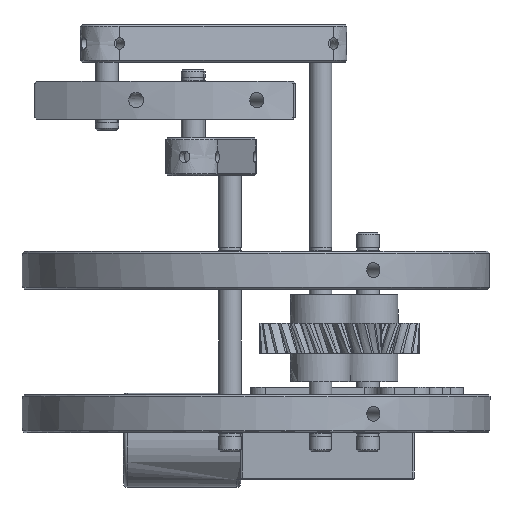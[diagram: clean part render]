
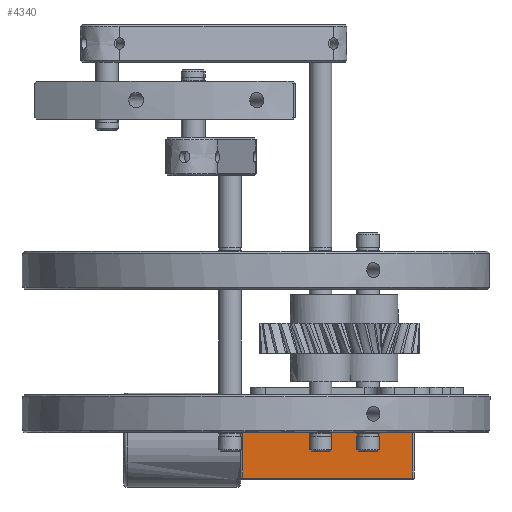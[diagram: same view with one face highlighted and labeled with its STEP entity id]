
A CAD part, left-side view. The second image highlights one B-rep face of the part: STEP entity #4340.
In plain terms, the highlighted free-form (B-spline) face has degree [1, 1] with [2, 2] control points.
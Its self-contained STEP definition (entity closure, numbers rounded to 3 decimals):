
#3695 = VERTEX_POINT('',#3696);
#3696 = CARTESIAN_POINT('',(-5.02,5.235,
    -17.211));
#3754 = VERTEX_POINT('',#3755);
#3755 = CARTESIAN_POINT('',(-5.02,-59.305,
    -17.211));
#3791 = VERTEX_POINT('',#3792);
#3792 = CARTESIAN_POINT('',(-5.02,5.235,
    11.474));
#3850 = EDGE_CURVE('',#3695,#3791,#3851,.T.);
#3851 = B_SPLINE_CURVE_WITH_KNOTS('',1,(#3852,#3853),.UNSPECIFIED.,.F.,
  .F.,(2,2),(-15.25,4.75),.PIECEWISE_BEZIER_KNOTS.);
#3852 = CARTESIAN_POINT('',(-5.02,5.235,
    -17.211));
#3853 = CARTESIAN_POINT('',(-5.02,5.235,
    11.474));
#3909 = VERTEX_POINT('',#3910);
#3910 = CARTESIAN_POINT('',(-5.02,-59.305,
    11.474));
#4211 = EDGE_CURVE('',#3791,#3909,#4212,.T.);
#4212 = B_SPLINE_CURVE_WITH_KNOTS('',1,(#4213,#4214),.UNSPECIFIED.,.F.,
  .F.,(2,2),(-34.,11.),.PIECEWISE_BEZIER_KNOTS.);
#4213 = CARTESIAN_POINT('',(-5.02,5.235,
    11.474));
#4214 = CARTESIAN_POINT('',(-5.02,-59.305,
    11.474));
#4233 = EDGE_CURVE('',#3909,#3754,#4234,.T.);
#4234 = B_SPLINE_CURVE_WITH_KNOTS('',1,(#4235,#4236),.UNSPECIFIED.,.F.,
  .F.,(2,2),(-15.25,4.75),.PIECEWISE_BEZIER_KNOTS.);
#4235 = CARTESIAN_POINT('',(-5.02,-59.305,
    11.474));
#4236 = CARTESIAN_POINT('',(-5.02,-59.305,
    -17.211));
#4277 = EDGE_CURVE('',#3754,#3695,#4278,.T.);
#4278 = B_SPLINE_CURVE_WITH_KNOTS('',1,(#4279,#4280),.UNSPECIFIED.,.F.,
  .F.,(2,2),(-34.,11.),.PIECEWISE_BEZIER_KNOTS.);
#4279 = CARTESIAN_POINT('',(-5.02,-59.305,
    -17.211));
#4280 = CARTESIAN_POINT('',(-5.02,5.235,
    -17.211));
#4340 = ADVANCED_FACE('',(#4341),#4347,.T.);
#4341 = FACE_BOUND('',#4342,.T.);
#4342 = EDGE_LOOP('',(#4343,#4344,#4345,#4346));
#4343 = ORIENTED_EDGE('',*,*,#3850,.F.);
#4344 = ORIENTED_EDGE('',*,*,#4277,.F.);
#4345 = ORIENTED_EDGE('',*,*,#4233,.F.);
#4346 = ORIENTED_EDGE('',*,*,#4211,.F.);
#4347 = B_SPLINE_SURFACE_WITH_KNOTS('',1,1,(
    (#4348,#4349)
    ,(#4350,#4351
    )),.UNSPECIFIED.,.F.,.F.,.F.,(2,2),(2,2),(-10.,10.),(-22.5,22.5),
  .PIECEWISE_BEZIER_KNOTS.);
#4348 = CARTESIAN_POINT('',(-5.02,-59.305,
    -17.211));
#4349 = CARTESIAN_POINT('',(-5.02,5.235,
    -17.211));
#4350 = CARTESIAN_POINT('',(-5.02,-59.305,
    11.474));
#4351 = CARTESIAN_POINT('',(-5.02,5.235,
    11.474));
